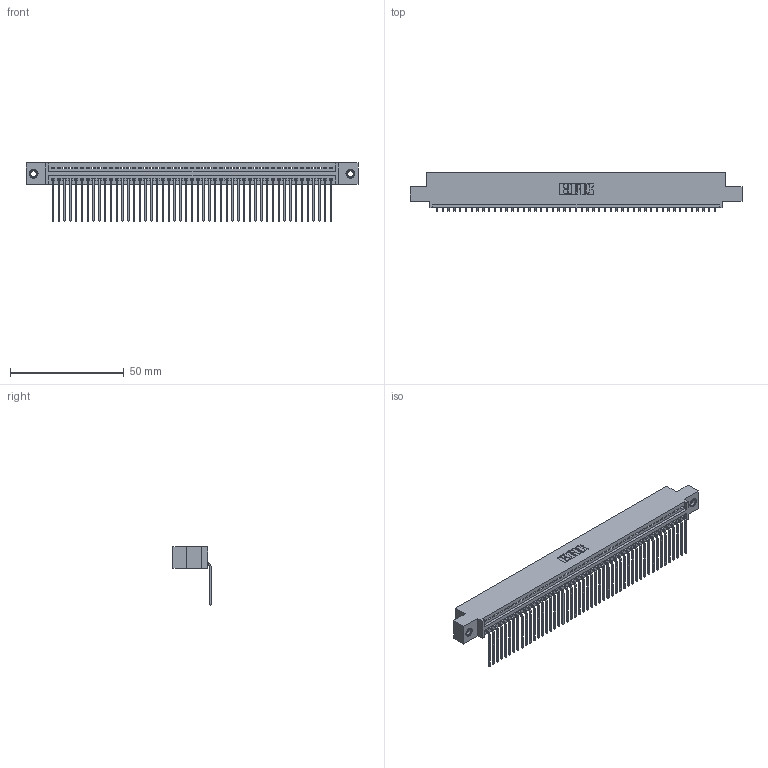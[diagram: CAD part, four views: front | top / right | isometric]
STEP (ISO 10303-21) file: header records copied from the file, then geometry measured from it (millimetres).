
FILE_DESCRIPTION (( 'STEP AP203' ), '1' );
FILE_NAME ('395-049-559-407.STEP', '2019-10-23T05:07:58', ( '' ), ( '' ), 'SwSTEP 2.0', 'SolidWorks 2016', '' );
FILE_SCHEMA (( 'CONFIG_CONTROL_DESIGN' ));
Length unit declared in the file: inch
Products named in the file (4): 345-292-001_558 559 Tail - 1; 345 Part_0.110 Offset - 0.156 Dia-TI; 345-250-001_345-250-005-103; 395-049-559-407
Assembly tree (52 placements, depth 2):
  395-049-559-407
    345 Part_0.110 Offset - 0.156 Dia-TI
    345-292-001_558 559 Tail - 1  x49
    345-250-001_345-250-005-103  x2
Bounding box: 145.67 x 16.75 x 25.53 mm (x, y, z)
Volume: 13969.5 mm3; surface area: 19733.1 mm2
Topology: 52 solids, 52 shells, 3130 faces, 9407 edges, 6198 vertices
Faces by surface type: plane 2174, cylinder 940, cone 12, torus 4
Entity records: 37338 total; most frequent: CARTESIAN_POINT 6450, ORIENTED_EDGE 6426, DIRECTION 5649, EDGE_CURVE 3213, VECTOR 2865, LINE 2865, VERTEX_POINT 2136, AXIS2_PLACEMENT_3D 1392
